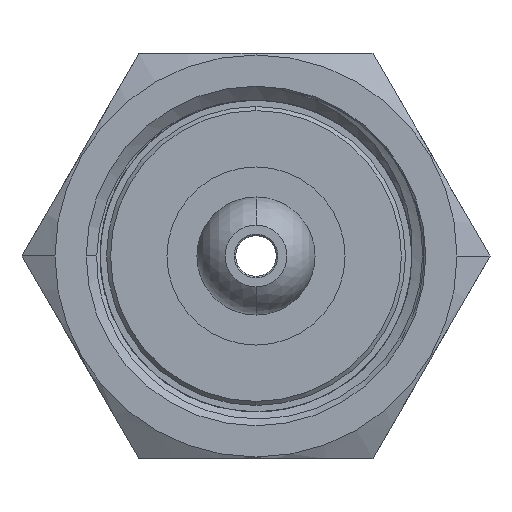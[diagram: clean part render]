
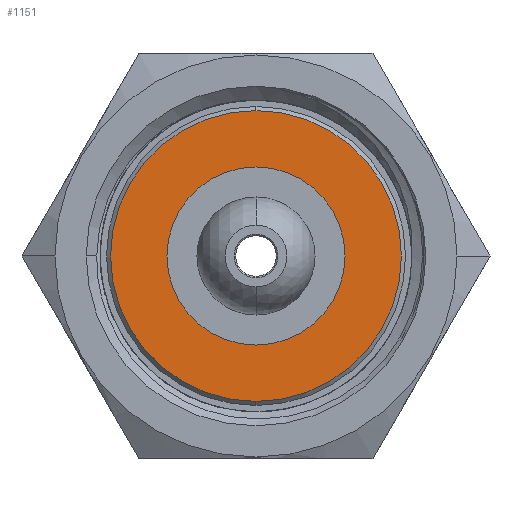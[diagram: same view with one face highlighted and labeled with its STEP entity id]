
A CAD part, left-side view. The second image highlights one B-rep face of the part: STEP entity #1151.
In plain terms, the highlighted planar face has unit normal (-1, 0, 0).
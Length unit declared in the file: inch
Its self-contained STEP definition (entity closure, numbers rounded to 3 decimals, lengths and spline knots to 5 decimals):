
#318 = EDGE_LOOP ( 'NONE', ( #10474, #2149 ) ) ;
#775 = FACE_BOUND ( 'NONE', #5656, .T. ) ;
#1151 = ADVANCED_FACE ( 'NONE', ( #6763, #775 ), #7525, .T. ) ;
#1531 = ORIENTED_EDGE ( 'NONE', *, *, #7876, .F. ) ;
#1668 = CARTESIAN_POINT ( 'NONE',  ( 1.01986, 1.54901, 0.2745 ) ) ;
#1686 = EDGE_CURVE ( 'NONE', #13732, #13573, #6937, .T. ) ;
#2020 = DIRECTION ( 'NONE',  ( -1., 0., 0. ) ) ;
#2149 = ORIENTED_EDGE ( 'NONE', *, *, #11725, .T. ) ;
#2551 = CARTESIAN_POINT ( 'NONE',  ( 1.01986, 1.54901, 0. ) ) ;
#3405 = DIRECTION ( 'NONE',  ( 0., 0., -1. ) ) ;
#3957 = DIRECTION ( 'NONE',  ( 0., 0., -1. ) ) ;
#4052 = AXIS2_PLACEMENT_3D ( 'NONE', #14304, #2020, #4164 ) ;
#4164 = DIRECTION ( 'NONE',  ( 0., 0., -1. ) ) ;
#4430 = ORIENTED_EDGE ( 'NONE', *, *, #1686, .F. ) ;
#4447 = CIRCLE ( 'NONE', #10452, 0.4485 ) ;
#5656 = EDGE_LOOP ( 'NONE', ( #4430, #1531 ) ) ;
#6059 = CIRCLE ( 'NONE', #14338, 0.4485 ) ;
#6115 = CIRCLE ( 'NONE', #9717, 0.2745 ) ;
#6652 = DIRECTION ( 'NONE',  ( 0., 0., -1. ) ) ;
#6763 = FACE_OUTER_BOUND ( 'NONE', #318, .T. ) ;
#6937 = CIRCLE ( 'NONE', #10953, 0.2745 ) ;
#6974 = DIRECTION ( 'NONE',  ( -1., 0., 0. ) ) ;
#7413 = CARTESIAN_POINT ( 'NONE',  ( 1.01986, 1.54901, -0.4485 ) ) ;
#7525 = PLANE ( 'NONE',  #4052 ) ;
#7831 = DIRECTION ( 'NONE',  ( -1., 0., 0. ) ) ;
#7876 = EDGE_CURVE ( 'NONE', #13573, #13732, #6115, .T. ) ;
#8313 = CARTESIAN_POINT ( 'NONE',  ( 1.01986, 1.54901, 0. ) ) ;
#8593 = CARTESIAN_POINT ( 'NONE',  ( 1.01986, 1.54901, -0.2745 ) ) ;
#9036 = CARTESIAN_POINT ( 'NONE',  ( 1.01986, 1.54901, 0. ) ) ;
#9229 = CARTESIAN_POINT ( 'NONE',  ( 1.01986, 1.54901, 0.4485 ) ) ;
#9423 = DIRECTION ( 'NONE',  ( -1., 0., 0. ) ) ;
#9717 = AXIS2_PLACEMENT_3D ( 'NONE', #2551, #6974, #13772 ) ;
#10452 = AXIS2_PLACEMENT_3D ( 'NONE', #14567, #7831, #3405 ) ;
#10474 = ORIENTED_EDGE ( 'NONE', *, *, #14490, .T. ) ;
#10953 = AXIS2_PLACEMENT_3D ( 'NONE', #8313, #9423, #3957 ) ;
#11725 = EDGE_CURVE ( 'NONE', #14370, #11903, #6059, .T. ) ;
#11903 = VERTEX_POINT ( 'NONE', #9229 ) ;
#13361 = DIRECTION ( 'NONE',  ( -1., 0., 0. ) ) ;
#13573 = VERTEX_POINT ( 'NONE', #1668 ) ;
#13732 = VERTEX_POINT ( 'NONE', #8593 ) ;
#13772 = DIRECTION ( 'NONE',  ( 0., 0., -1. ) ) ;
#14304 = CARTESIAN_POINT ( 'NONE',  ( 1.01986, 1.54901, -0.4485 ) ) ;
#14338 = AXIS2_PLACEMENT_3D ( 'NONE', #9036, #13361, #6652 ) ;
#14370 = VERTEX_POINT ( 'NONE', #7413 ) ;
#14490 = EDGE_CURVE ( 'NONE', #11903, #14370, #4447, .T. ) ;
#14567 = CARTESIAN_POINT ( 'NONE',  ( 1.01986, 1.54901, 0. ) ) ;
